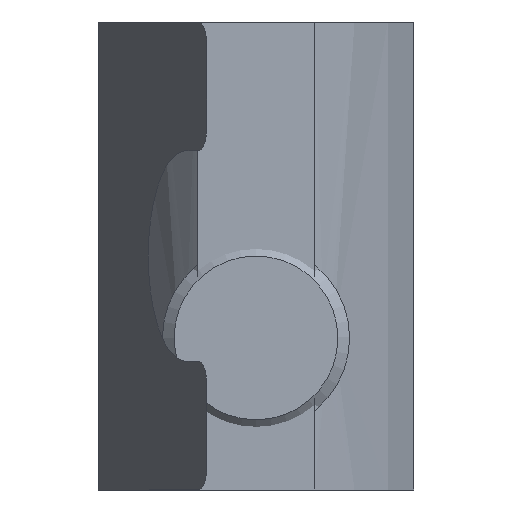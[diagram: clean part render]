
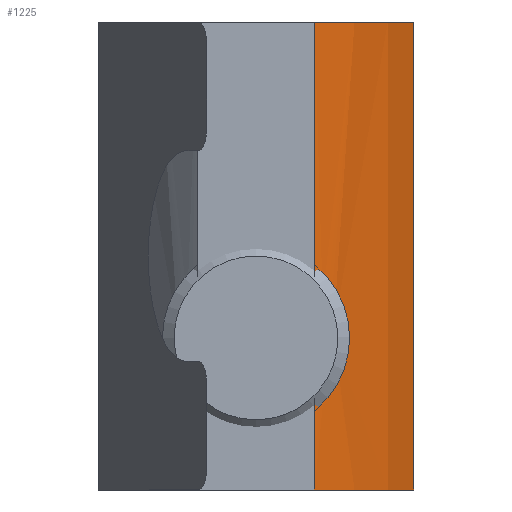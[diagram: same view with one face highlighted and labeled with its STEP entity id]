
A CAD part, front view. The second image highlights one B-rep face of the part: STEP entity #1225.
In plain terms, the highlighted cylindrical face has radius 20 mm (diameter 40 mm), a partial arc.
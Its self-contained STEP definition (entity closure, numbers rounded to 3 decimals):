
#27=B_SPLINE_CURVE_WITH_KNOTS('',3,(#2166,#2167,#2168,#2169,#2170,#2171,
#2172,#2173),.UNSPECIFIED.,.F.,.F.,(4,2,2,4),(0.889,1.014,
1.077,1.141),.UNSPECIFIED.);
#29=B_SPLINE_CURVE_WITH_KNOTS('',3,(#2194,#2195,#2196,#2197,#2198,#2199,
#2200,#2201),.UNSPECIFIED.,.F.,.F.,(4,2,2,4),(1.141,1.204,
1.268,1.393),.UNSPECIFIED.);
#146=FACE_OUTER_BOUND('',#212,.T.);
#212=EDGE_LOOP('',(#1051,#1052,#1053,#1054,#1055,#1056,#1057));
#280=LINE('',#2214,#366);
#292=LINE('',#2239,#378);
#293=LINE('',#2241,#379);
#366=VECTOR('',#1828,10.);
#378=VECTOR('',#1848,10.);
#379=VECTOR('',#1851,10.);
#463=CIRCLE('',#1483,20.);
#464=CIRCLE('',#1487,20.);
#556=VERTEX_POINT('',#2163);
#557=VERTEX_POINT('',#2165);
#560=VERTEX_POINT('',#2192);
#565=VERTEX_POINT('',#2213);
#570=VERTEX_POINT('',#2224);
#571=VERTEX_POINT('',#2226);
#574=VERTEX_POINT('',#2237);
#719=EDGE_CURVE('',#557,#556,#27,.T.);
#723=EDGE_CURVE('',#556,#560,#29,.T.);
#729=EDGE_CURVE('',#565,#557,#280,.T.);
#735=EDGE_CURVE('',#571,#570,#463,.T.);
#742=EDGE_CURVE('',#574,#570,#292,.T.);
#743=EDGE_CURVE('',#560,#571,#293,.T.);
#744=EDGE_CURVE('',#574,#565,#464,.T.);
#1051=ORIENTED_EDGE('',*,*,#719,.T.);
#1052=ORIENTED_EDGE('',*,*,#723,.T.);
#1053=ORIENTED_EDGE('',*,*,#743,.T.);
#1054=ORIENTED_EDGE('',*,*,#735,.T.);
#1055=ORIENTED_EDGE('',*,*,#742,.F.);
#1056=ORIENTED_EDGE('',*,*,#744,.T.);
#1057=ORIENTED_EDGE('',*,*,#729,.T.);
#1116=CYLINDRICAL_SURFACE('',#1486,20.);
#1225=ADVANCED_FACE('',(#146),#1116,.T.);
#1483=AXIS2_PLACEMENT_3D('',#2227,#1836,#1837);
#1486=AXIS2_PLACEMENT_3D('',#2240,#1849,#1850);
#1487=AXIS2_PLACEMENT_3D('',#2242,#1852,#1853);
#1828=DIRECTION('',(0.,0.,-1.));
#1836=DIRECTION('center_axis',(0.,0.,1.));
#1837=DIRECTION('ref_axis',(-0.721,0.693,0.));
#1848=DIRECTION('',(0.,0.,-1.));
#1849=DIRECTION('center_axis',(0.,0.,1.));
#1850=DIRECTION('ref_axis',(-0.721,0.693,0.));
#1851=DIRECTION('',(0.,0.,-1.));
#1852=DIRECTION('center_axis',(0.,0.,-1.));
#1853=DIRECTION('ref_axis',(-0.721,0.693,0.));
#2163=CARTESIAN_POINT('',(3.324,-6.288,-3.5));
#2165=CARTESIAN_POINT('',(2.5,-7.2,-1.31));
#2166=CARTESIAN_POINT('Ctrl Pts',(2.5,-7.2,-1.31));
#2167=CARTESIAN_POINT('Ctrl Pts',(2.727,-6.964,-1.569));
#2168=CARTESIAN_POINT('Ctrl Pts',(2.938,-6.73,-1.896));
#2169=CARTESIAN_POINT('Ctrl Pts',(3.163,-6.476,-2.458));
#2170=CARTESIAN_POINT('Ctrl Pts',(3.222,-6.406,-2.66));
#2171=CARTESIAN_POINT('Ctrl Pts',(3.303,-6.312,-3.075));
#2172=CARTESIAN_POINT('Ctrl Pts',(3.324,-6.288,-3.288));
#2173=CARTESIAN_POINT('Ctrl Pts',(3.324,-6.288,-3.5));
#2192=CARTESIAN_POINT('',(2.5,-7.2,-5.69));
#2194=CARTESIAN_POINT('Ctrl Pts',(3.324,-6.288,-3.5));
#2195=CARTESIAN_POINT('Ctrl Pts',(3.324,-6.288,-3.712));
#2196=CARTESIAN_POINT('Ctrl Pts',(3.303,-6.312,-3.925));
#2197=CARTESIAN_POINT('Ctrl Pts',(3.222,-6.406,-4.34));
#2198=CARTESIAN_POINT('Ctrl Pts',(3.163,-6.476,-4.542));
#2199=CARTESIAN_POINT('Ctrl Pts',(2.938,-6.73,-5.104));
#2200=CARTESIAN_POINT('Ctrl Pts',(2.727,-6.964,-5.431));
#2201=CARTESIAN_POINT('Ctrl Pts',(2.5,-7.2,-5.69));
#2213=CARTESIAN_POINT('',(2.5,-7.2,10.));
#2214=CARTESIAN_POINT('',(2.5,-7.2,0.));
#2224=CARTESIAN_POINT('',(6.75,-0.5,-10.));
#2226=CARTESIAN_POINT('',(2.5,-7.2,-10.));
#2227=CARTESIAN_POINT('Origin',(-11.928,6.65,-10.));
#2237=CARTESIAN_POINT('',(6.75,-0.5,10.));
#2239=CARTESIAN_POINT('',(6.75,-0.5,0.));
#2240=CARTESIAN_POINT('Origin',(-11.928,6.65,0.));
#2241=CARTESIAN_POINT('',(2.5,-7.2,0.));
#2242=CARTESIAN_POINT('Origin',(-11.928,6.65,10.));
